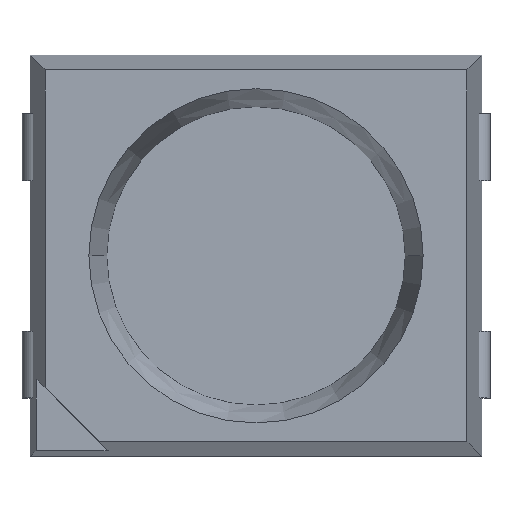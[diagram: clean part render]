
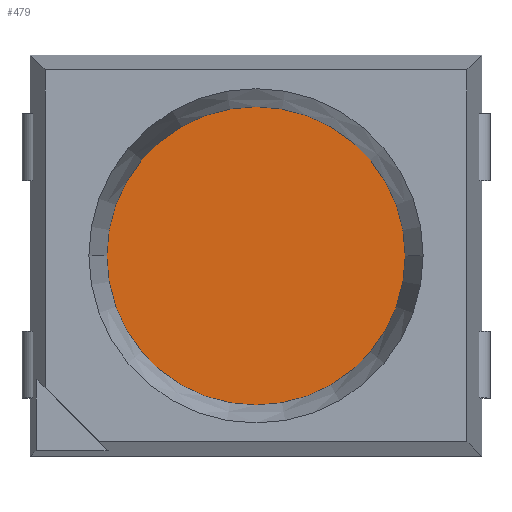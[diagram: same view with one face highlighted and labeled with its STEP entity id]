
A CAD part, top view. The second image highlights one B-rep face of the part: STEP entity #479.
In plain terms, the highlighted planar face has unit normal (0, 0, 1).
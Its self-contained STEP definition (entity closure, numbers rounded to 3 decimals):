
#125 = CARTESIAN_POINT ( 'NONE',  ( 0., 0., 0.53 ) ) ;
#151 = DIRECTION ( 'NONE',  ( 0., 0., 1. ) ) ;
#198 = EDGE_LOOP ( 'NONE', ( #2002, #1483 ) ) ;
#223 = CARTESIAN_POINT ( 'NONE',  ( 0., 0., 0.53 ) ) ;
#265 = CIRCLE ( 'NONE', #1287, 0.893 ) ;
#466 = CARTESIAN_POINT ( 'NONE',  ( 0., 0., 0.53 ) ) ;
#479 = ADVANCED_FACE ( 'NONE', ( #1429 ), #2179, .T. ) ;
#515 = AXIS2_PLACEMENT_3D ( 'NONE', #466, #1972, #1248 ) ;
#643 = CARTESIAN_POINT ( 'NONE',  ( 0.893, 0., 0.53 ) ) ;
#749 = AXIS2_PLACEMENT_3D ( 'NONE', #125, #151, #2026 ) ;
#913 = EDGE_CURVE ( 'NONE', #1182, #1812, #1820, .T. ) ;
#1182 = VERTEX_POINT ( 'NONE', #643 ) ;
#1248 = DIRECTION ( 'NONE',  ( 1., 0., 0. ) ) ;
#1287 = AXIS2_PLACEMENT_3D ( 'NONE', #223, #1777, #1763 ) ;
#1429 = FACE_OUTER_BOUND ( 'NONE', #198, .T. ) ;
#1483 = ORIENTED_EDGE ( 'NONE', *, *, #1991, .T. ) ;
#1629 = CARTESIAN_POINT ( 'NONE',  ( -0.893, 0., 0.53 ) ) ;
#1763 = DIRECTION ( 'NONE',  ( 1., 0., 0. ) ) ;
#1777 = DIRECTION ( 'NONE',  ( 0., 0., 1. ) ) ;
#1812 = VERTEX_POINT ( 'NONE', #1629 ) ;
#1820 = CIRCLE ( 'NONE', #749, 0.893 ) ;
#1972 = DIRECTION ( 'NONE',  ( 0., 0., 1. ) ) ;
#1991 = EDGE_CURVE ( 'NONE', #1812, #1182, #265, .T. ) ;
#2002 = ORIENTED_EDGE ( 'NONE', *, *, #913, .T. ) ;
#2026 = DIRECTION ( 'NONE',  ( 1., 0., 0. ) ) ;
#2179 = PLANE ( 'NONE',  #515 ) ;
